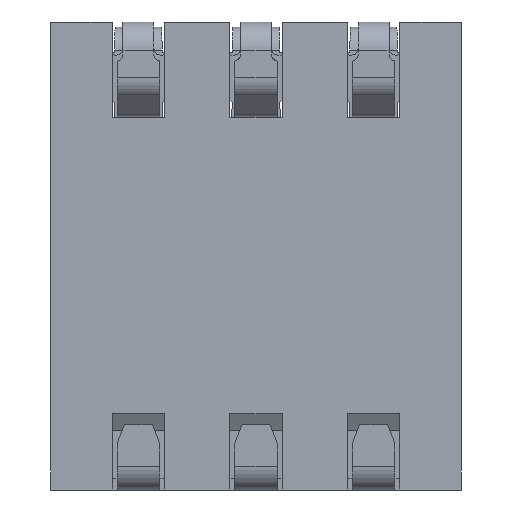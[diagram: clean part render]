
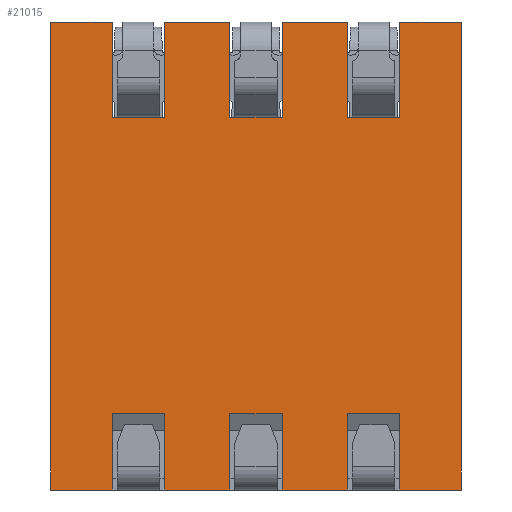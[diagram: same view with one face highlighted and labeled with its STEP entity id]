
A CAD part, front view. The second image highlights one B-rep face of the part: STEP entity #21015.
In plain terms, the highlighted planar face has unit normal (0, -1, 0).
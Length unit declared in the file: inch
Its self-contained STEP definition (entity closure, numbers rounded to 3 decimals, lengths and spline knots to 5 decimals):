
#32=DIRECTION('',(0.,0.,-1.));
#33=VECTOR('',#32,0.197);
#34=CARTESIAN_POINT('',(-0.0865,0.,0.));
#35=LINE('',#34,#33);
#374=DIRECTION('',(1.,0.,0.));
#375=VECTOR('',#374,0.0275);
#376=CARTESIAN_POINT('',(-0.0385,0.,-0.197));
#377=LINE('',#376,#375);
#388=DIRECTION('',(1.,0.,0.));
#389=VECTOR('',#388,0.0275);
#390=CARTESIAN_POINT('',(0.011,0.,-0.197));
#391=LINE('',#390,#389);
#402=DIRECTION('',(1.,0.,0.));
#403=VECTOR('',#402,0.026);
#404=CARTESIAN_POINT('',(0.0605,0.,-0.197));
#405=LINE('',#404,#403);
#416=DIRECTION('',(1.,0.,0.));
#417=VECTOR('',#416,0.026);
#418=CARTESIAN_POINT('',(-0.0865,0.,-0.197));
#419=LINE('',#418,#417);
#5351=DIRECTION('',(0.,0.,1.));
#5352=VECTOR('',#5351,0.032);
#5353=CARTESIAN_POINT('',(-0.0605,0.,-0.197));
#5354=LINE('',#5353,#5352);
#5358=DIRECTION('',(1.,0.,0.));
#5359=VECTOR('',#5358,0.026);
#5360=CARTESIAN_POINT('',(-0.0865,0.,0.));
#5361=LINE('',#5360,#5359);
#5365=DIRECTION('',(0.,0.,-1.));
#5366=VECTOR('',#5365,0.04);
#5367=CARTESIAN_POINT('',(-0.0605,0.,0.));
#5368=LINE('',#5367,#5366);
#5372=DIRECTION('',(1.,0.,0.));
#5373=VECTOR('',#5372,0.022);
#5374=CARTESIAN_POINT('',(-0.0605,0.,-0.04));
#5375=LINE('',#5374,#5373);
#5379=DIRECTION('',(0.,0.,-1.));
#5380=VECTOR('',#5379,0.04);
#5381=CARTESIAN_POINT('',(-0.0385,0.,0.));
#5382=LINE('',#5381,#5380);
#5386=DIRECTION('',(1.,0.,0.));
#5387=VECTOR('',#5386,0.0275);
#5388=CARTESIAN_POINT('',(-0.0385,0.,0.));
#5389=LINE('',#5388,#5387);
#5393=DIRECTION('',(0.,0.,-1.));
#5394=VECTOR('',#5393,0.04);
#5395=CARTESIAN_POINT('',(-0.011,0.,0.));
#5396=LINE('',#5395,#5394);
#5400=DIRECTION('',(1.,0.,0.));
#5401=VECTOR('',#5400,0.022);
#5402=CARTESIAN_POINT('',(-0.011,0.,-0.04));
#5403=LINE('',#5402,#5401);
#5407=DIRECTION('',(0.,0.,-1.));
#5408=VECTOR('',#5407,0.04);
#5409=CARTESIAN_POINT('',(0.011,0.,0.));
#5410=LINE('',#5409,#5408);
#5414=DIRECTION('',(1.,0.,0.));
#5415=VECTOR('',#5414,0.0275);
#5416=CARTESIAN_POINT('',(0.011,0.,0.));
#5417=LINE('',#5416,#5415);
#5421=DIRECTION('',(0.,0.,-1.));
#5422=VECTOR('',#5421,0.04);
#5423=CARTESIAN_POINT('',(0.0385,0.,0.));
#5424=LINE('',#5423,#5422);
#5428=DIRECTION('',(1.,0.,0.));
#5429=VECTOR('',#5428,0.022);
#5430=CARTESIAN_POINT('',(0.0385,0.,-0.04));
#5431=LINE('',#5430,#5429);
#5435=DIRECTION('',(0.,0.,-1.));
#5436=VECTOR('',#5435,0.04);
#5437=CARTESIAN_POINT('',(0.0605,0.,0.));
#5438=LINE('',#5437,#5436);
#5442=DIRECTION('',(1.,0.,0.));
#5443=VECTOR('',#5442,0.026);
#5444=CARTESIAN_POINT('',(0.0605,0.,0.));
#5445=LINE('',#5444,#5443);
#5449=DIRECTION('',(0.,0.,1.));
#5450=VECTOR('',#5449,0.032);
#5451=CARTESIAN_POINT('',(0.0605,0.,-0.197));
#5452=LINE('',#5451,#5450);
#5456=DIRECTION('',(1.,0.,0.));
#5457=VECTOR('',#5456,0.022);
#5458=CARTESIAN_POINT('',(0.0385,0.,-0.165));
#5459=LINE('',#5458,#5457);
#5463=DIRECTION('',(0.,0.,1.));
#5464=VECTOR('',#5463,0.032);
#5465=CARTESIAN_POINT('',(0.0385,0.,-0.197));
#5466=LINE('',#5465,#5464);
#5470=DIRECTION('',(0.,0.,1.));
#5471=VECTOR('',#5470,0.032);
#5472=CARTESIAN_POINT('',(0.011,0.,-0.197));
#5473=LINE('',#5472,#5471);
#5477=DIRECTION('',(1.,0.,0.));
#5478=VECTOR('',#5477,0.022);
#5479=CARTESIAN_POINT('',(-0.011,0.,-0.165));
#5480=LINE('',#5479,#5478);
#5484=DIRECTION('',(0.,0.,1.));
#5485=VECTOR('',#5484,0.032);
#5486=CARTESIAN_POINT('',(-0.011,0.,-0.197));
#5487=LINE('',#5486,#5485);
#5491=DIRECTION('',(0.,0.,1.));
#5492=VECTOR('',#5491,0.032);
#5493=CARTESIAN_POINT('',(-0.0385,0.,-0.197));
#5494=LINE('',#5493,#5492);
#5498=DIRECTION('',(1.,0.,0.));
#5499=VECTOR('',#5498,0.022);
#5500=CARTESIAN_POINT('',(-0.0605,0.,-0.165));
#5501=LINE('',#5500,#5499);
#13338=DIRECTION('',(0.,0.,-1.));
#13339=VECTOR('',#13338,0.197);
#13340=CARTESIAN_POINT('',(0.0865,0.,0.));
#13341=LINE('',#13340,#13339);
#13425=CARTESIAN_POINT('',(-0.0865,0.,0.));
#13426=CARTESIAN_POINT('',(-0.0865,0.,-0.197));
#13427=VERTEX_POINT('',#13425);
#13428=VERTEX_POINT('',#13426);
#13431=CARTESIAN_POINT('',(0.0865,0.,0.));
#13432=CARTESIAN_POINT('',(0.0865,0.,-0.197));
#13433=VERTEX_POINT('',#13431);
#13434=VERTEX_POINT('',#13432);
#13441=CARTESIAN_POINT('',(0.0385,0.,0.));
#13442=CARTESIAN_POINT('',(0.0385,0.,-0.04));
#13443=VERTEX_POINT('',#13441);
#13444=VERTEX_POINT('',#13442);
#13445=CARTESIAN_POINT('',(0.0605,0.,0.));
#13446=CARTESIAN_POINT('',(0.0605,0.,-0.04));
#13447=VERTEX_POINT('',#13445);
#13448=VERTEX_POINT('',#13446);
#13501=CARTESIAN_POINT('',(0.0385,0.,-0.197));
#13502=CARTESIAN_POINT('',(0.0385,0.,-0.165));
#13503=VERTEX_POINT('',#13501);
#13504=VERTEX_POINT('',#13502);
#13505=CARTESIAN_POINT('',(0.0605,0.,-0.197));
#13506=CARTESIAN_POINT('',(0.0605,0.,-0.165));
#13507=VERTEX_POINT('',#13505);
#13508=VERTEX_POINT('',#13506);
#13711=CARTESIAN_POINT('',(-0.011,0.,-0.165));
#13712=VERTEX_POINT('',#13711);
#13715=CARTESIAN_POINT('',(0.011,0.,-0.165));
#13716=VERTEX_POINT('',#13715);
#13729=CARTESIAN_POINT('',(-0.011,0.,0.));
#13730=CARTESIAN_POINT('',(-0.011,0.,-0.04));
#13731=VERTEX_POINT('',#13729);
#13732=VERTEX_POINT('',#13730);
#13733=CARTESIAN_POINT('',(0.011,0.,0.));
#13734=CARTESIAN_POINT('',(0.011,0.,-0.04));
#13735=VERTEX_POINT('',#13733);
#13736=VERTEX_POINT('',#13734);
#13765=CARTESIAN_POINT('',(-0.011,0.,-0.197));
#13766=VERTEX_POINT('',#13765);
#13767=CARTESIAN_POINT('',(0.011,0.,-0.197));
#13768=VERTEX_POINT('',#13767);
#14083=CARTESIAN_POINT('',(-0.0605,0.,-0.165));
#14084=VERTEX_POINT('',#14083);
#14087=CARTESIAN_POINT('',(-0.0385,0.,-0.165));
#14088=VERTEX_POINT('',#14087);
#14101=CARTESIAN_POINT('',(-0.0605,0.,0.));
#14102=CARTESIAN_POINT('',(-0.0605,0.,-0.04));
#14103=VERTEX_POINT('',#14101);
#14104=VERTEX_POINT('',#14102);
#14105=CARTESIAN_POINT('',(-0.0385,0.,0.));
#14106=CARTESIAN_POINT('',(-0.0385,0.,-0.04));
#14107=VERTEX_POINT('',#14105);
#14108=VERTEX_POINT('',#14106);
#14137=CARTESIAN_POINT('',(-0.0605,0.,-0.197));
#14138=VERTEX_POINT('',#14137);
#14139=CARTESIAN_POINT('',(-0.0385,0.,-0.197));
#14140=VERTEX_POINT('',#14139);
#20966=CARTESIAN_POINT('',(-0.0865,0.,0.));
#20967=DIRECTION('',(0.,-1.,0.));
#20968=DIRECTION('',(0.,0.,-1.));
#20969=AXIS2_PLACEMENT_3D('',#20966,#20967,#20968);
#20970=PLANE('',#20969);
#20971=ORIENTED_EDGE('',*,*,#16379,.F.);
#20972=ORIENTED_EDGE('',*,*,#15633,.F.);
#20973=ORIENTED_EDGE('',*,*,#15484,.F.);
#20974=ORIENTED_EDGE('',*,*,#19341,.T.);
#20975=ORIENTED_EDGE('',*,*,#16407,.T.);
#20977=ORIENTED_EDGE('',*,*,#20976,.T.);
#20978=ORIENTED_EDGE('',*,*,#20738,.F.);
#20979=ORIENTED_EDGE('',*,*,#19372,.T.);
#20981=ORIENTED_EDGE('',*,*,#20980,.T.);
#20983=ORIENTED_EDGE('',*,*,#20982,.T.);
#20985=ORIENTED_EDGE('',*,*,#20984,.F.);
#20986=ORIENTED_EDGE('',*,*,#19310,.T.);
#20988=ORIENTED_EDGE('',*,*,#20987,.T.);
#20990=ORIENTED_EDGE('',*,*,#20989,.T.);
#20992=ORIENTED_EDGE('',*,*,#20991,.F.);
#20993=ORIENTED_EDGE('',*,*,#19270,.T.);
#20995=ORIENTED_EDGE('',*,*,#20994,.T.);
#20996=ORIENTED_EDGE('',*,*,#15627,.F.);
#20998=ORIENTED_EDGE('',*,*,#20997,.T.);
#21000=ORIENTED_EDGE('',*,*,#20999,.F.);
#21002=ORIENTED_EDGE('',*,*,#21001,.F.);
#21003=ORIENTED_EDGE('',*,*,#15619,.F.);
#21005=ORIENTED_EDGE('',*,*,#21004,.T.);
#21007=ORIENTED_EDGE('',*,*,#21006,.F.);
#21009=ORIENTED_EDGE('',*,*,#21008,.F.);
#21010=ORIENTED_EDGE('',*,*,#15611,.F.);
#21011=ORIENTED_EDGE('',*,*,#20722,.T.);
#21012=ORIENTED_EDGE('',*,*,#20959,.F.);
#21013=EDGE_LOOP('',(#20971,#20972,#20973,#20974,#20975,#20977,#20978,#20979,
#20981,#20983,#20985,#20986,#20988,#20990,#20992,#20993,#20995,#20996,#20998,
#21000,#21002,#21003,#21005,#21007,#21009,#21010,#21011,#21012));
#21014=FACE_OUTER_BOUND('',#21013,.F.);
#15484=EDGE_CURVE('',#13427,#13428,#35,.T.);
#15611=EDGE_CURVE('',#14140,#13766,#377,.T.);
#15619=EDGE_CURVE('',#13768,#13503,#391,.T.);
#15627=EDGE_CURVE('',#13507,#13434,#405,.T.);
#15633=EDGE_CURVE('',#13428,#14138,#419,.T.);
#16379=EDGE_CURVE('',#14138,#14084,#5354,.T.);
#16407=EDGE_CURVE('',#14103,#14104,#5368,.T.);
#19270=EDGE_CURVE('',#13447,#13433,#5445,.T.);
#19310=EDGE_CURVE('',#13735,#13443,#5417,.T.);
#19341=EDGE_CURVE('',#13427,#14103,#5361,.T.);
#19372=EDGE_CURVE('',#14107,#13731,#5389,.T.);
#20722=EDGE_CURVE('',#14140,#14088,#5494,.T.);
#20738=EDGE_CURVE('',#14107,#14108,#5382,.T.);
#20959=EDGE_CURVE('',#14084,#14088,#5501,.T.);
#20976=EDGE_CURVE('',#14104,#14108,#5375,.T.);
#20980=EDGE_CURVE('',#13731,#13732,#5396,.T.);
#20982=EDGE_CURVE('',#13732,#13736,#5403,.T.);
#20984=EDGE_CURVE('',#13735,#13736,#5410,.T.);
#20987=EDGE_CURVE('',#13443,#13444,#5424,.T.);
#20989=EDGE_CURVE('',#13444,#13448,#5431,.T.);
#20991=EDGE_CURVE('',#13447,#13448,#5438,.T.);
#20994=EDGE_CURVE('',#13433,#13434,#13341,.T.);
#20997=EDGE_CURVE('',#13507,#13508,#5452,.T.);
#20999=EDGE_CURVE('',#13504,#13508,#5459,.T.);
#21001=EDGE_CURVE('',#13503,#13504,#5466,.T.);
#21004=EDGE_CURVE('',#13768,#13716,#5473,.T.);
#21006=EDGE_CURVE('',#13712,#13716,#5480,.T.);
#21008=EDGE_CURVE('',#13766,#13712,#5487,.T.);
#21015=ADVANCED_FACE('',(#21014),#20970,.T.);
